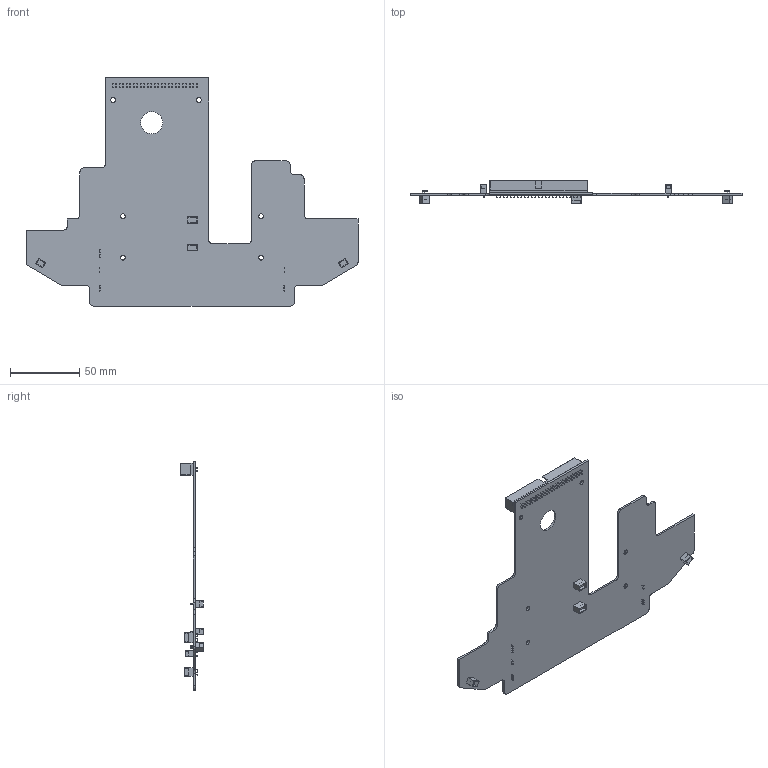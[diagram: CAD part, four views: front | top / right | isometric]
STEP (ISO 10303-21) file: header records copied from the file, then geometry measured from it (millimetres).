
FILE_DESCRIPTION (( 'STEP AP214' ), '1' );
FILE_NAME ('STM32_PCB_asm.STEP', '2018-10-17T20:08:18', ( '' ), ( '' ), 'SwSTEP 2.0', 'SolidWorks 2011', '' );
FILE_SCHEMA (( 'AUTOMOTIVE_DESIGN' ));
Length unit declared in the file: millimetre
Products named in the file (6): STM32_PCB_asm; STM32_PCB; connector_3pin; connector_2pin; connector_AWHW_50pin; connector_4pin
Assembly tree (11 placements, depth 2):
  STM32_PCB_asm
    connector_AWHW_50pin
    connector_4pin  x3
    connector_2pin  x2
    STM32_PCB
    connector_3pin  x4
Bounding box: 240 x 16.5 x 165 mm (x, y, z)
Volume: 36024.7 mm3; surface area: 51951.6 mm2
Topology: 11 solids, 11 shells, 406 faces, 891 edges, 594 vertices
Faces by surface type: plane 217, cylinder 189
Entity records: 8307 total; most frequent: DIRECTION 1529, CARTESIAN_POINT 1352, ORIENTED_EDGE 1266, EDGE_CURVE 633, AXIS2_PLACEMENT_3D 599, VERTEX_POINT 422, EDGE_LOOP 359, LINE 331
